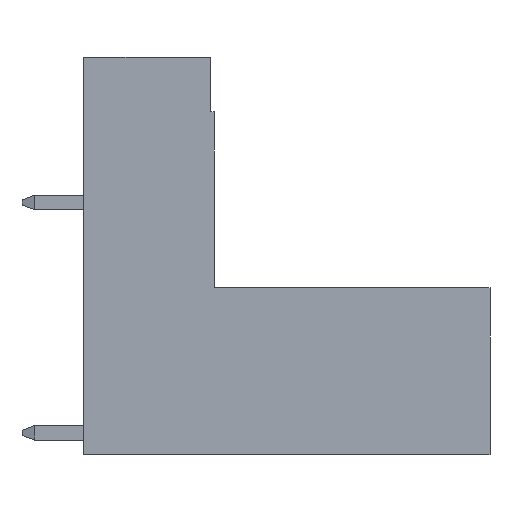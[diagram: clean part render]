
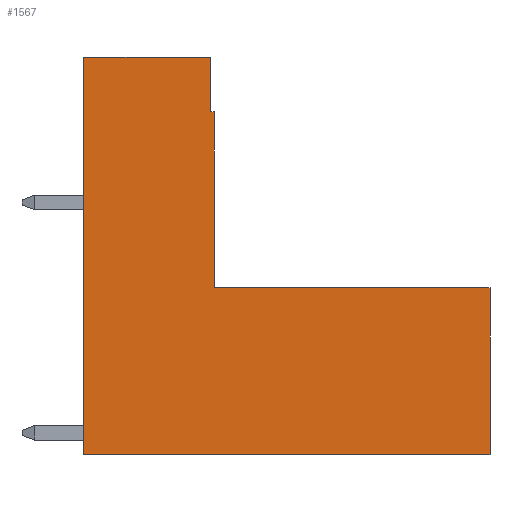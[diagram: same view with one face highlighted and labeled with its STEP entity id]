
A CAD part, left-side view. The second image highlights one B-rep face of the part: STEP entity #1567.
In plain terms, the highlighted planar face has unit normal (-1, 0, 0).
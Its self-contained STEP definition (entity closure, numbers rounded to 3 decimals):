
#1567 = ADVANCED_FACE( '', ( #3136 ), #3137, .T. );
#3136 = FACE_OUTER_BOUND( '', #4702, .T. );
#3137 = PLANE( '', #4703 );
#4702 = EDGE_LOOP( '', ( #9199, #9200, #9201, #9202, #9203, #9204, #9205, #9206 ) );
#4703 = AXIS2_PLACEMENT_3D( '', #9207, #9208, #9209 );
#9199 = ORIENTED_EDGE( '', *, *, #11068, .F. );
#9200 = ORIENTED_EDGE( '', *, *, #11230, .F. );
#9201 = ORIENTED_EDGE( '', *, *, #11365, .T. );
#9202 = ORIENTED_EDGE( '', *, *, #9647, .T. );
#9203 = ORIENTED_EDGE( '', *, *, #10410, .T. );
#9204 = ORIENTED_EDGE( '', *, *, #9995, .T. );
#9205 = ORIENTED_EDGE( '', *, *, #11166, .T. );
#9206 = ORIENTED_EDGE( '', *, *, #10751, .T. );
#9207 = CARTESIAN_POINT( '', ( -8.015, 0., 0. ) );
#9208 = DIRECTION( '', ( -1., 0., 0. ) );
#9209 = DIRECTION( '', ( 0., 0., 1. ) );
#9647 = EDGE_CURVE( '', #11580, #11578, #11581, .T. );
#9995 = EDGE_CURVE( '', #12194, #12195, #12196, .T. );
#10410 = EDGE_CURVE( '', #11578, #12194, #12868, .T. );
#10751 = EDGE_CURVE( '', #13364, #13368, #13370, .T. );
#11068 = EDGE_CURVE( '', #13781, #13368, #13783, .T. );
#11166 = EDGE_CURVE( '', #12195, #13364, #13908, .T. );
#11230 = EDGE_CURVE( '', #13977, #13781, #13979, .T. );
#11365 = EDGE_CURVE( '', #13977, #11580, #14127, .T. );
#11578 = VERTEX_POINT( '', #14398 );
#11580 = VERTEX_POINT( '', #14401 );
#11581 = LINE( '', #14402, #14403 );
#12194 = VERTEX_POINT( '', #15295 );
#12195 = VERTEX_POINT( '', #15296 );
#12196 = LINE( '', #15297, #15298 );
#12868 = LINE( '', #16299, #16300 );
#13364 = VERTEX_POINT( '', #17048 );
#13368 = VERTEX_POINT( '', #17054 );
#13370 = LINE( '', #17057, #17058 );
#13781 = VERTEX_POINT( '', #17673 );
#13783 = LINE( '', #17676, #17677 );
#13908 = LINE( '', #17874, #17875 );
#13977 = VERTEX_POINT( '', #17979 );
#13979 = LINE( '', #17982, #17983 );
#14127 = LINE( '', #18198, #18199 );
#14398 = CARTESIAN_POINT( '', ( -8.015, 11.2, -4.6 ) );
#14401 = CARTESIAN_POINT( '', ( -8.015, 11.2, 17.3 ) );
#14402 = CARTESIAN_POINT( '', ( -8.015, 11.2, 17.3 ) );
#14403 = VECTOR( '', #18371, 1000. );
#15295 = CARTESIAN_POINT( '', ( -8.015, -11.2, -4.6 ) );
#15296 = CARTESIAN_POINT( '', ( -8.015, -11.2, 4.6 ) );
#15297 = CARTESIAN_POINT( '', ( -8.015, -11.2, -4.6 ) );
#15298 = VECTOR( '', #18681, 1000. );
#16299 = CARTESIAN_POINT( '', ( -8.015, 11.2, -4.6 ) );
#16300 = VECTOR( '', #19038, 1000. );
#17048 = CARTESIAN_POINT( '', ( -8.015, 4., 4.6 ) );
#17054 = CARTESIAN_POINT( '', ( -8.015, 4., 14.3 ) );
#17057 = CARTESIAN_POINT( '', ( -8.015, 4., 4.6 ) );
#17058 = VECTOR( '', #19312, 1000. );
#17673 = CARTESIAN_POINT( '', ( -8.015, 4.2, 14.3 ) );
#17676 = CARTESIAN_POINT( '', ( -8.015, 4.2, 14.3 ) );
#17677 = VECTOR( '', #19551, 1000. );
#17874 = CARTESIAN_POINT( '', ( -8.015, -11.2, 4.6 ) );
#17875 = VECTOR( '', #19624, 1000. );
#17979 = CARTESIAN_POINT( '', ( -8.015, 4.2, 17.3 ) );
#17982 = CARTESIAN_POINT( '', ( -8.015, 4.2, 17.3 ) );
#17983 = VECTOR( '', #19664, 1000. );
#18198 = CARTESIAN_POINT( '', ( -8.015, 4., 17.3 ) );
#18199 = VECTOR( '', #19741, 1000. );
#18371 = DIRECTION( '', ( 0., 0., -1. ) );
#18681 = DIRECTION( '', ( 0., 0., 1. ) );
#19038 = DIRECTION( '', ( 0., -1., 0. ) );
#19312 = DIRECTION( '', ( 0., 0., 1. ) );
#19551 = DIRECTION( '', ( 0., -1., 0. ) );
#19624 = DIRECTION( '', ( 0., 1., 0. ) );
#19664 = DIRECTION( '', ( 0., 0., -1. ) );
#19741 = DIRECTION( '', ( 0., 1., 0. ) );
